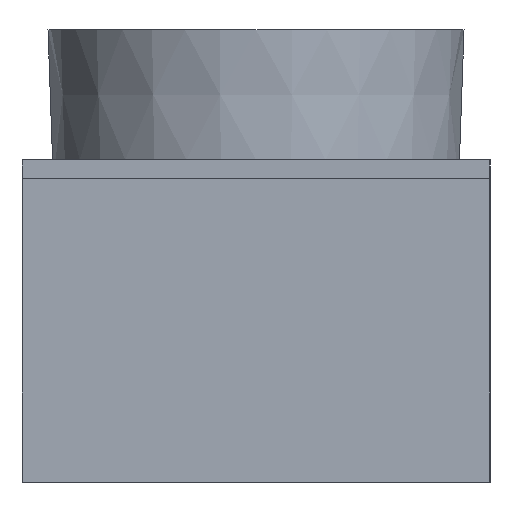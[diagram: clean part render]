
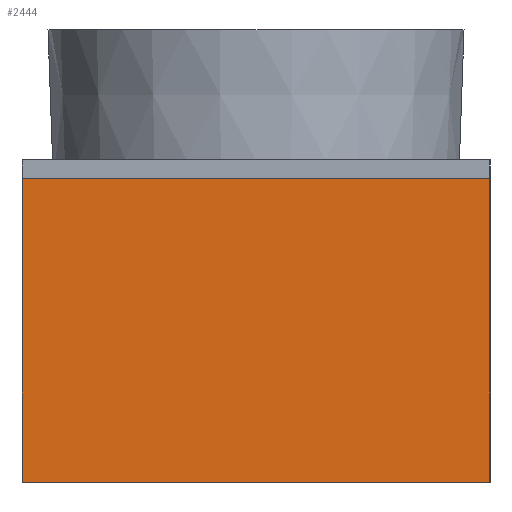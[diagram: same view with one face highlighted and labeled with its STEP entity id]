
A CAD part, left-side view. The second image highlights one B-rep face of the part: STEP entity #2444.
In plain terms, the highlighted planar face has unit normal (-1, 0, 0).
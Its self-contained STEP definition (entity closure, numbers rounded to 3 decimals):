
#221=PLANE('',#2670);
#319=FACE_OUTER_BOUND('',#486,.T.);
#486=EDGE_LOOP('',(#1856,#1857,#1858,#1859));
#687=LINE('',#3737,#880);
#691=LINE('',#3745,#884);
#694=LINE('',#3751,#887);
#697=LINE('',#3756,#890);
#880=VECTOR('',#3037,1.);
#884=VECTOR('',#3043,1.);
#887=VECTOR('',#3048,1.);
#890=VECTOR('',#3053,1.);
#1156=VERTEX_POINT('',#3735);
#1157=VERTEX_POINT('',#3736);
#1160=VERTEX_POINT('',#3744);
#1162=VERTEX_POINT('',#3750);
#1404=EDGE_CURVE('',#1156,#1157,#687,.T.);
#1408=EDGE_CURVE('',#1157,#1160,#691,.T.);
#1411=EDGE_CURVE('',#1160,#1162,#694,.T.);
#1414=EDGE_CURVE('',#1162,#1156,#697,.T.);
#1856=ORIENTED_EDGE('',*,*,#1414,.T.);
#1857=ORIENTED_EDGE('',*,*,#1404,.T.);
#1858=ORIENTED_EDGE('',*,*,#1408,.T.);
#1859=ORIENTED_EDGE('',*,*,#1411,.T.);
#2444=ADVANCED_FACE('',(#319),#221,.T.);
#2670=AXIS2_PLACEMENT_3D('',#3759,#3057,#3058);
#3037=DIRECTION('',(0.,0.,-1.));
#3043=DIRECTION('',(0.,-1.,0.));
#3048=DIRECTION('',(0.,0.,1.));
#3053=DIRECTION('',(0.,1.,0.));
#3057=DIRECTION('center_axis',(-1.,0.,0.));
#3058=DIRECTION('ref_axis',(0.,0.,1.));
#3735=CARTESIAN_POINT('',(0.,0.,292.));
#3736=CARTESIAN_POINT('',(0.,0.,0.));
#3737=CARTESIAN_POINT('',(0.,0.,292.));
#3744=CARTESIAN_POINT('',(0.,-450.,0.));
#3745=CARTESIAN_POINT('',(0.,0.,0.));
#3750=CARTESIAN_POINT('',(0.,-450.,292.));
#3751=CARTESIAN_POINT('',(0.,-450.,0.));
#3756=CARTESIAN_POINT('',(0.,-450.,292.));
#3759=CARTESIAN_POINT('Origin',(0.,-225.,146.));
